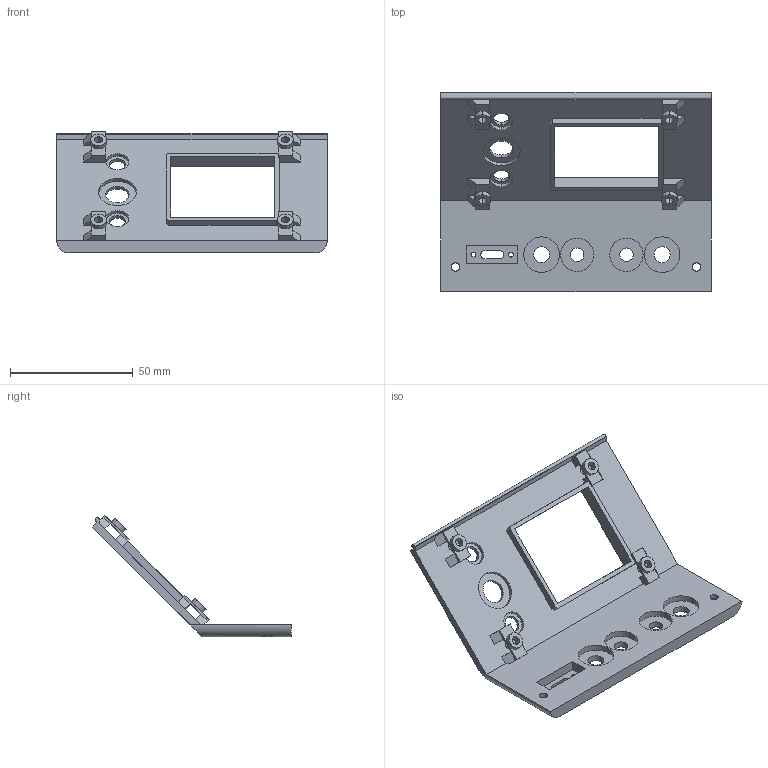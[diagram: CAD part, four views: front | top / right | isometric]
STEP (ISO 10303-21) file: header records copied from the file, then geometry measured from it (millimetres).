
FILE_DESCRIPTION (( 'STEP AP203' ), '1' );
FILE_NAME ('奻褲-醱啣.STEP', '2025-04-25T07:48:06', ( '' ), ( '' ), 'SwSTEP 2.0', 'SolidWorks 2019', '' );
FILE_SCHEMA (( 'CONFIG_CONTROL_DESIGN' ));
Length unit declared in the file: millimetre
Products named in the file (1): 奻褲-醱啣
Bounding box: 110 x 80.9 x 49.51 mm (x, y, z)
Volume: 34365.1 mm3; surface area: 23949 mm2
Topology: 1 solids, 1 shells, 421 faces, 1137 edges, 749 vertices
Faces by surface type: plane 287, cylinder 71, bspline 63
Entity records: 16696 total; most frequent: CARTESIAN_POINT 6247, ORIENTED_EDGE 2274, DIRECTION 1879, EDGE_CURVE 1137, VECTOR 849, LINE 849, VERTEX_POINT 749, AXIS2_PLACEMENT_3D 515
